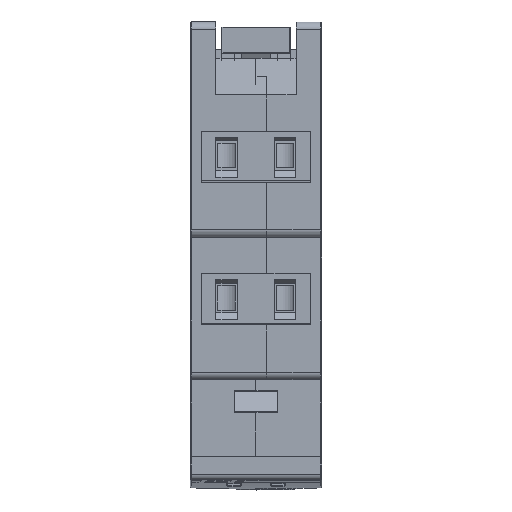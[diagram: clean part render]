
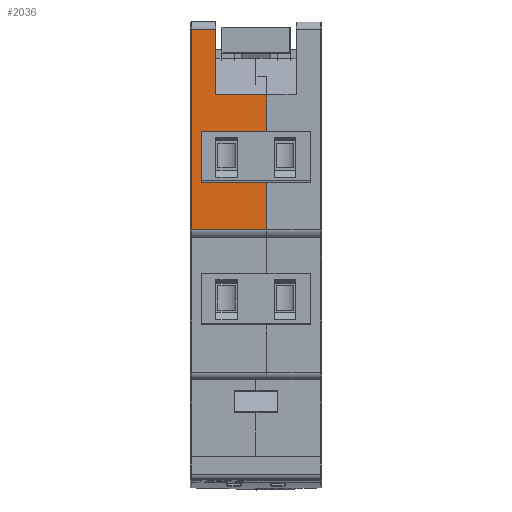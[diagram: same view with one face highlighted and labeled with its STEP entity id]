
A CAD part, top view. The second image highlights one B-rep face of the part: STEP entity #2036.
In plain terms, the highlighted planar face has unit normal (0, 0, 1).
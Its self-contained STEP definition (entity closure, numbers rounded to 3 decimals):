
#2036=ADVANCED_FACE('',(#3817),#3819,.T.);
#3817=FACE_BOUND('',#3818,.T.);
#3818=EDGE_LOOP('',(#8518,#8519,#8520,#8521,#8522,#8523,#8524,#8525,#8526,#8527));
#3819=PLANE('',#3820);
#3820=AXIS2_PLACEMENT_3D('',#3821,#3822,#3823);
#3821=CARTESIAN_POINT('',(0.,28.75,44.75));
#3822=DIRECTION('',(0.,0.,1.));
#3823=DIRECTION('',(0.,-1.,0.));
#8518=ORIENTED_EDGE('',*,*,#11713,.T.);
#8519=ORIENTED_EDGE('',*,*,#11714,.T.);
#8520=ORIENTED_EDGE('',*,*,#11715,.F.);
#8521=ORIENTED_EDGE('',*,*,#11716,.T.);
#8522=ORIENTED_EDGE('',*,*,#11717,.T.);
#8523=ORIENTED_EDGE('',*,*,#11718,.T.);
#8524=ORIENTED_EDGE('',*,*,#11719,.F.);
#8525=ORIENTED_EDGE('',*,*,#11627,.T.);
#8526=ORIENTED_EDGE('',*,*,#11593,.T.);
#8527=ORIENTED_EDGE('',*,*,#11712,.F.);
#11593=EDGE_CURVE('',#13539,#13537,#13540,.T.);
#11627=EDGE_CURVE('',#13604,#13539,#13605,.F.);
#11712=EDGE_CURVE('',#13748,#13537,#13750,.T.);
#11713=EDGE_CURVE('',#13748,#13751,#13752,.T.);
#11714=EDGE_CURVE('',#13751,#13753,#13754,.T.);
#11715=EDGE_CURVE('',#13755,#13753,#13756,.T.);
#11716=EDGE_CURVE('',#13755,#13757,#13758,.F.);
#11717=EDGE_CURVE('',#13757,#13759,#13760,.T.);
#11718=EDGE_CURVE('',#13759,#13761,#13762,.F.);
#11719=EDGE_CURVE('',#13604,#13761,#13763,.T.);
#13537=VERTEX_POINT('',#17027);
#13539=VERTEX_POINT('',#17032);
#13540=LINE('',#17033,#17034);
#13604=VERTEX_POINT('',#17172);
#13605=LINE('',#17173,#17174);
#13748=VERTEX_POINT('',#17484);
#13750=LINE('',#17489,#17490);
#13751=VERTEX_POINT('',#17492);
#13752=LINE('',#17493,#17494);
#13753=VERTEX_POINT('',#17496);
#13754=LINE('',#17497,#17498);
#13755=VERTEX_POINT('',#17500);
#13756=LINE('',#17501,#17502);
#13757=VERTEX_POINT('',#17504);
#13758=LINE('',#17505,#17506);
#13759=VERTEX_POINT('',#17508);
#13760=LINE('',#17509,#17510);
#13761=VERTEX_POINT('',#17512);
#13762=LINE('',#17513,#17514);
#13763=LINE('',#17516,#17517);
#17027=CARTESIAN_POINT('',(3.5,28.75,44.75));
#17032=CARTESIAN_POINT('',(3.5,19.75,44.75));
#17033=CARTESIAN_POINT('',(3.5,19.75,44.75));
#17034=VECTOR('',#17035,1.);
#17035=DIRECTION('',(0.,1.,0.));
#17172=CARTESIAN_POINT('',(10.5,19.75,44.75));
#17173=CARTESIAN_POINT('',(3.5,19.75,44.75));
#17174=VECTOR('',#17175,1.);
#17175=DIRECTION('',(1.,0.,0.));
#17484=CARTESIAN_POINT('',(0.2,28.75,44.75));
#17489=CARTESIAN_POINT('',(0.2,28.75,44.75));
#17490=VECTOR('',#17491,1.);
#17491=DIRECTION('',(1.,0.,0.));
#17492=CARTESIAN_POINT('',(0.2,1.25,44.75));
#17493=CARTESIAN_POINT('',(0.2,28.75,44.75));
#17494=VECTOR('',#17495,1.);
#17495=DIRECTION('',(0.,-1.,0.));
#17496=CARTESIAN_POINT('',(10.5,1.25,44.75));
#17497=CARTESIAN_POINT('',(0.2,1.25,44.75));
#17498=VECTOR('',#17499,1.);
#17499=DIRECTION('',(1.,0.,0.));
#17500=CARTESIAN_POINT('',(10.5,7.75,44.75));
#17501=CARTESIAN_POINT('',(10.5,7.75,44.75));
#17502=VECTOR('',#17503,1.);
#17503=DIRECTION('',(0.,-1.,0.));
#17504=CARTESIAN_POINT('',(1.5,7.75,44.75));
#17505=CARTESIAN_POINT('',(1.5,7.75,44.75));
#17506=VECTOR('',#17507,1.);
#17507=DIRECTION('',(1.,0.,0.));
#17508=CARTESIAN_POINT('',(1.5,14.75,44.75));
#17509=CARTESIAN_POINT('',(1.5,7.75,44.75));
#17510=VECTOR('',#17511,1.);
#17511=DIRECTION('',(0.,1.,0.));
#17512=CARTESIAN_POINT('',(10.5,14.75,44.75));
#17513=CARTESIAN_POINT('',(10.5,14.75,44.75));
#17514=VECTOR('',#17515,1.);
#17515=DIRECTION('',(-1.,0.,0.));
#17516=CARTESIAN_POINT('',(10.5,19.75,44.75));
#17517=VECTOR('',#17518,1.);
#17518=DIRECTION('',(0.,-1.,0.));
